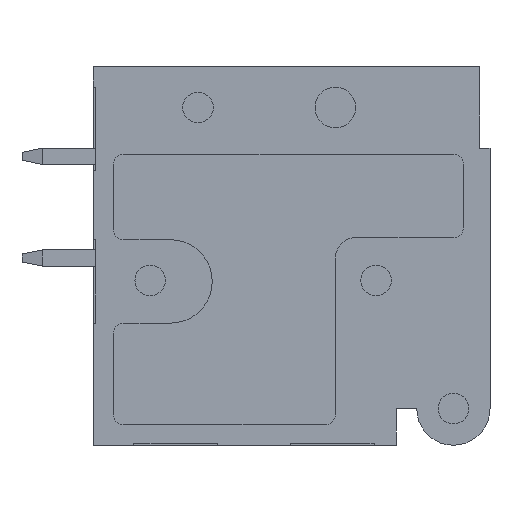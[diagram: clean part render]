
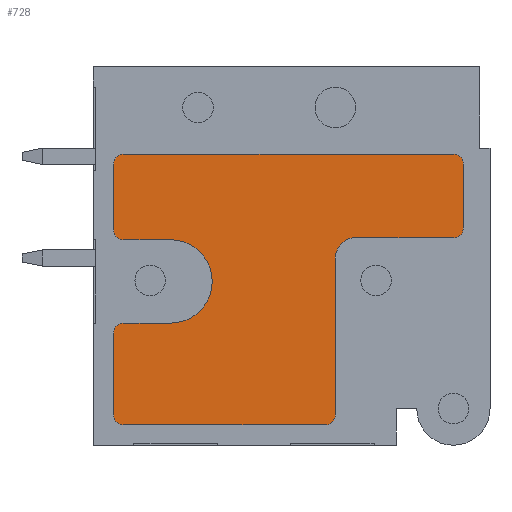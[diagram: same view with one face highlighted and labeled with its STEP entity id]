
A CAD part, left-side view. The second image highlights one B-rep face of the part: STEP entity #728.
In plain terms, the highlighted planar face has unit normal (-1, 0, 0).
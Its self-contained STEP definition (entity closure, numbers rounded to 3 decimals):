
#728 = ADVANCED_FACE( '', ( #1625 ), #1626, .F. );
#1625 = FACE_OUTER_BOUND( '', #2986, .T. );
#1626 = PLANE( '', #2987 );
#2986 = EDGE_LOOP( '', ( #4964, #4965, #4966, #4967, #4968, #4969, #4970, #4971, #4972, #4973, #4974, #4975, #4976, #4977, #4978, #4979, #4980, #4981 ) );
#2987 = AXIS2_PLACEMENT_3D( '', #4982, #4983, #4984 );
#4964 = ORIENTED_EDGE( '', *, *, #7824, .T. );
#4965 = ORIENTED_EDGE( '', *, *, #7662, .T. );
#4966 = ORIENTED_EDGE( '', *, *, #7460, .T. );
#4967 = ORIENTED_EDGE( '', *, *, #7825, .T. );
#4968 = ORIENTED_EDGE( '', *, *, #7826, .T. );
#4969 = ORIENTED_EDGE( '', *, *, #7450, .T. );
#4970 = ORIENTED_EDGE( '', *, *, #7546, .T. );
#4971 = ORIENTED_EDGE( '', *, *, #7827, .T. );
#4972 = ORIENTED_EDGE( '', *, *, #7828, .T. );
#4973 = ORIENTED_EDGE( '', *, *, #7829, .T. );
#4974 = ORIENTED_EDGE( '', *, *, #7830, .T. );
#4975 = ORIENTED_EDGE( '', *, *, #7831, .T. );
#4976 = ORIENTED_EDGE( '', *, *, #7832, .T. );
#4977 = ORIENTED_EDGE( '', *, *, #7438, .T. );
#4978 = ORIENTED_EDGE( '', *, *, #7517, .T. );
#4979 = ORIENTED_EDGE( '', *, *, #7833, .T. );
#4980 = ORIENTED_EDGE( '', *, *, #7834, .T. );
#4981 = ORIENTED_EDGE( '', *, *, #7709, .T. );
#4982 = CARTESIAN_POINT( '', ( -2.3, 5.7, -0.15 ) );
#4983 = DIRECTION( '', ( 1., 0., 0. ) );
#4984 = DIRECTION( '', ( 0., 0., -1. ) );
#7438 = EDGE_CURVE( '', #8780, #8781, #8782, .F. );
#7450 = EDGE_CURVE( '', #8802, #8803, #8804, .F. );
#7460 = EDGE_CURVE( '', #8820, #8821, #8822, .T. );
#7517 = EDGE_CURVE( '', #8781, #8916, #8918, .T. );
#7546 = EDGE_CURVE( '', #8803, #8966, #8968, .T. );
#7662 = EDGE_CURVE( '', #9163, #8820, #9164, .F. );
#7709 = EDGE_CURVE( '', #9238, #9239, #9240, .F. );
#7824 = EDGE_CURVE( '', #9239, #9163, #9424, .T. );
#7825 = EDGE_CURVE( '', #8821, #9425, #9426, .T. );
#7826 = EDGE_CURVE( '', #9425, #8802, #9427, .T. );
#7827 = EDGE_CURVE( '', #8966, #9428, #9429, .F. );
#7828 = EDGE_CURVE( '', #9428, #9430, #9431, .T. );
#7829 = EDGE_CURVE( '', #9430, #9432, #9433, .F. );
#7830 = EDGE_CURVE( '', #9432, #9434, #9435, .T. );
#7831 = EDGE_CURVE( '', #9434, #9436, #9437, .T. );
#7832 = EDGE_CURVE( '', #9436, #8780, #9438, .T. );
#7833 = EDGE_CURVE( '', #8916, #9439, #9440, .F. );
#7834 = EDGE_CURVE( '', #9439, #9238, #9441, .T. );
#8780 = VERTEX_POINT( '', #10748 );
#8781 = VERTEX_POINT( '', #10749 );
#8782 = CIRCLE( '', #10750, 0.5 );
#8802 = VERTEX_POINT( '', #10778 );
#8803 = VERTEX_POINT( '', #10779 );
#8804 = CIRCLE( '', #10780, 0.5 );
#8820 = VERTEX_POINT( '', #10800 );
#8821 = VERTEX_POINT( '', #10801 );
#8822 = LINE( '', #10802, #10803 );
#8916 = VERTEX_POINT( '', #10928 );
#8918 = LINE( '', #10931, #10932 );
#8966 = VERTEX_POINT( '', #11000 );
#8968 = LINE( '', #11003, #11004 );
#9163 = VERTEX_POINT( '', #11328 );
#9164 = CIRCLE( '', #11329, 0.5 );
#9238 = VERTEX_POINT( '', #11475 );
#9239 = VERTEX_POINT( '', #11476 );
#9240 = CIRCLE( '', #11477, 0.5 );
#9424 = LINE( '', #11751, #11752 );
#9425 = VERTEX_POINT( '', #11753 );
#9426 = CIRCLE( '', #11754, 2.05 );
#9427 = LINE( '', #11755, #11756 );
#9428 = VERTEX_POINT( '', #11757 );
#9429 = CIRCLE( '', #11758, 0.5 );
#9430 = VERTEX_POINT( '', #11759 );
#9431 = LINE( '', #11760, #11761 );
#9432 = VERTEX_POINT( '', #11762 );
#9433 = CIRCLE( '', #11763, 0.5 );
#9434 = VERTEX_POINT( '', #11764 );
#9435 = LINE( '', #11765, #11766 );
#9436 = VERTEX_POINT( '', #11767 );
#9437 = CIRCLE( '', #11768, 1. );
#9438 = LINE( '', #11769, #11770 );
#9439 = VERTEX_POINT( '', #11771 );
#9440 = CIRCLE( '', #11772, 0.5 );
#9441 = LINE( '', #11773, #11774 );
#10748 = CARTESIAN_POINT( '', ( -2.3, -8.2, 2. ) );
#10749 = CARTESIAN_POINT( '', ( -2.3, -8.7, 2.5 ) );
#10750 = AXIS2_PLACEMENT_3D( '', #13452, #13453, #13454 );
#10778 = CARTESIAN_POINT( '', ( -2.3, 8., -2.2 ) );
#10779 = CARTESIAN_POINT( '', ( -2.3, 8.5, -2.7 ) );
#10780 = AXIS2_PLACEMENT_3D( '', #13466, #13467, #13468 );
#10800 = CARTESIAN_POINT( '', ( -2.3, 8., 1.9 ) );
#10801 = CARTESIAN_POINT( '', ( -2.3, 5.7, 1.9 ) );
#10802 = CARTESIAN_POINT( '', ( -2.3, 8.5, 1.9 ) );
#10803 = VECTOR( '', #13482, 1000. );
#10928 = CARTESIAN_POINT( '', ( -2.3, -8.7, 5.6 ) );
#10931 = CARTESIAN_POINT( '', ( -2.3, -8.7, 2. ) );
#10932 = VECTOR( '', #13556, 1000. );
#11000 = CARTESIAN_POINT( '', ( -2.3, 8.5, -6.7 ) );
#11003 = CARTESIAN_POINT( '', ( -2.3, 8.5, -2.2 ) );
#11004 = VECTOR( '', #13584, 1000. );
#11328 = CARTESIAN_POINT( '', ( -2.3, 8.5, 2.4 ) );
#11329 = AXIS2_PLACEMENT_3D( '', #13696, #13697, #13698 );
#11475 = CARTESIAN_POINT( '', ( -2.3, 8., 6.1 ) );
#11476 = CARTESIAN_POINT( '', ( -2.3, 8.5, 5.6 ) );
#11477 = AXIS2_PLACEMENT_3D( '', #13744, #13745, #13746 );
#11751 = CARTESIAN_POINT( '', ( -2.3, 8.5, 6.1 ) );
#11752 = VECTOR( '', #13876, 1000. );
#11753 = CARTESIAN_POINT( '', ( -2.3, 5.7, -2.2 ) );
#11754 = AXIS2_PLACEMENT_3D( '', #13877, #13878, #13879 );
#11755 = CARTESIAN_POINT( '', ( -2.3, 8.5, -2.2 ) );
#11756 = VECTOR( '', #13880, 1000. );
#11757 = CARTESIAN_POINT( '', ( -2.3, 8., -7.2 ) );
#11758 = AXIS2_PLACEMENT_3D( '', #13881, #13882, #13883 );
#11759 = CARTESIAN_POINT( '', ( -2.3, -1.9, -7.2 ) );
#11760 = CARTESIAN_POINT( '', ( -2.3, 8.5, -7.2 ) );
#11761 = VECTOR( '', #13884, 1000. );
#11762 = CARTESIAN_POINT( '', ( -2.3, -2.4, -6.7 ) );
#11763 = AXIS2_PLACEMENT_3D( '', #13885, #13886, #13887 );
#11764 = CARTESIAN_POINT( '', ( -2.3, -2.4, 1. ) );
#11765 = CARTESIAN_POINT( '', ( -2.3, -2.4, -7.2 ) );
#11766 = VECTOR( '', #13888, 1000. );
#11767 = CARTESIAN_POINT( '', ( -2.3, -3.4, 2. ) );
#11768 = AXIS2_PLACEMENT_3D( '', #13889, #13890, #13891 );
#11769 = CARTESIAN_POINT( '', ( -2.3, -2.4, 2. ) );
#11770 = VECTOR( '', #13892, 1000. );
#11771 = CARTESIAN_POINT( '', ( -2.3, -8.2, 6.1 ) );
#11772 = AXIS2_PLACEMENT_3D( '', #13893, #13894, #13895 );
#11773 = CARTESIAN_POINT( '', ( -2.3, -8.7, 6.1 ) );
#11774 = VECTOR( '', #13896, 1000. );
#13452 = CARTESIAN_POINT( '', ( -2.3, -8.2, 2.5 ) );
#13453 = DIRECTION( '', ( 1., 0., 0. ) );
#13454 = DIRECTION( '', ( 0., 0., -1. ) );
#13466 = CARTESIAN_POINT( '', ( -2.3, 8., -2.7 ) );
#13467 = DIRECTION( '', ( 1., 0., 0. ) );
#13468 = DIRECTION( '', ( 0., 0., -1. ) );
#13482 = DIRECTION( '', ( 0., -1., 0. ) );
#13556 = DIRECTION( '', ( 0., 0., 1. ) );
#13584 = DIRECTION( '', ( 0., 0., -1. ) );
#13696 = CARTESIAN_POINT( '', ( -2.3, 8., 2.4 ) );
#13697 = DIRECTION( '', ( 1., 0., 0. ) );
#13698 = DIRECTION( '', ( 0., 0., -1. ) );
#13744 = CARTESIAN_POINT( '', ( -2.3, 8., 5.6 ) );
#13745 = DIRECTION( '', ( 1., 0., 0. ) );
#13746 = DIRECTION( '', ( 0., 0., -1. ) );
#13876 = DIRECTION( '', ( 0., 0., -1. ) );
#13877 = CARTESIAN_POINT( '', ( -2.3, 5.7, -0.15 ) );
#13878 = DIRECTION( '', ( 1., 0., 0. ) );
#13879 = DIRECTION( '', ( 0., 1., 0. ) );
#13880 = DIRECTION( '', ( 0., 1., 0. ) );
#13881 = CARTESIAN_POINT( '', ( -2.3, 8., -6.7 ) );
#13882 = DIRECTION( '', ( 1., 0., 0. ) );
#13883 = DIRECTION( '', ( 0., 0., -1. ) );
#13884 = DIRECTION( '', ( 0., -1., 0. ) );
#13885 = CARTESIAN_POINT( '', ( -2.3, -1.9, -6.7 ) );
#13886 = DIRECTION( '', ( 1., 0., 0. ) );
#13887 = DIRECTION( '', ( 0., 0., -1. ) );
#13888 = DIRECTION( '', ( 0., 0., 1. ) );
#13889 = CARTESIAN_POINT( '', ( -2.3, -3.4, 1. ) );
#13890 = DIRECTION( '', ( 1., 0., 0. ) );
#13891 = DIRECTION( '', ( 0., 0., -1. ) );
#13892 = DIRECTION( '', ( 0., -1., 0. ) );
#13893 = CARTESIAN_POINT( '', ( -2.3, -8.2, 5.6 ) );
#13894 = DIRECTION( '', ( 1., 0., 0. ) );
#13895 = DIRECTION( '', ( 0., 0., -1. ) );
#13896 = DIRECTION( '', ( 0., 1., 0. ) );
